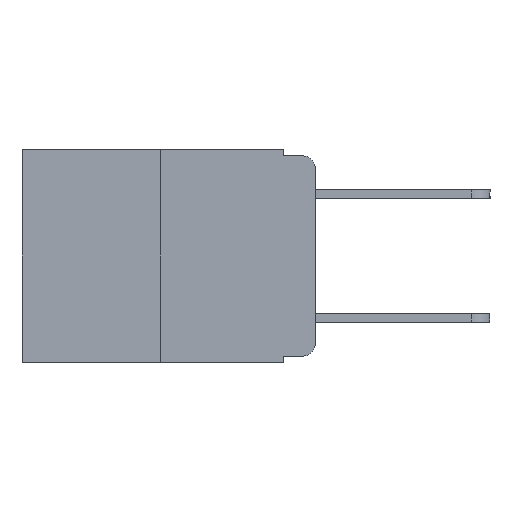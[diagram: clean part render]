
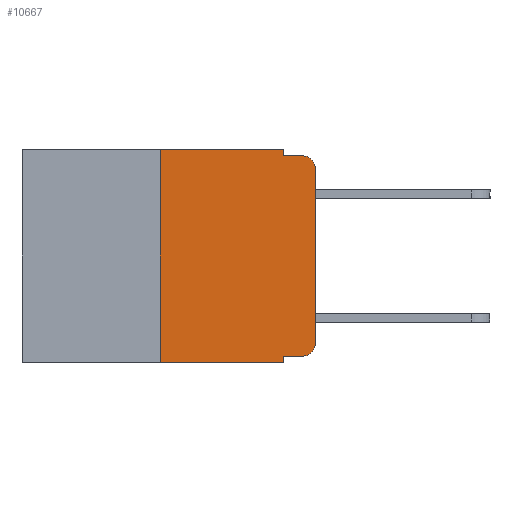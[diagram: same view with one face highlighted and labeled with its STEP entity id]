
A CAD part, left-side view. The second image highlights one B-rep face of the part: STEP entity #10667.
In plain terms, the highlighted planar face has unit normal (-1, 0, 0).
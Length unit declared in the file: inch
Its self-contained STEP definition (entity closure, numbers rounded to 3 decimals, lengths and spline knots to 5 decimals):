
#99 = ORIENTED_EDGE ( 'NONE', *, *, #3708, .F. ) ;
#250 = VECTOR ( 'NONE', #12671, 39.37008 ) ;
#293 = CARTESIAN_POINT ( 'NONE',  ( 0., 0., 0. ) ) ;
#531 = CARTESIAN_POINT ( 'NONE',  ( 0., 0.051, -0.333 ) ) ;
#558 = CARTESIAN_POINT ( 'NONE',  ( 0., 0.051, -0.01 ) ) ;
#588 = ORIENTED_EDGE ( 'NONE', *, *, #13986, .F. ) ;
#749 = ORIENTED_EDGE ( 'NONE', *, *, #10276, .T. ) ;
#750 = LINE ( 'NONE', #9722, #8915 ) ;
#962 = EDGE_LOOP ( 'NONE', ( #8416, #2841, #2659, #588, #4408, #99, #749, #1135, #2579, #4248 ) ) ;
#1135 = ORIENTED_EDGE ( 'NONE', *, *, #11764, .F. ) ;
#1180 = VERTEX_POINT ( 'NONE', #6982 ) ;
#1227 = VERTEX_POINT ( 'NONE', #5691 ) ;
#1288 = VECTOR ( 'NONE', #10705, 39.37008 ) ;
#1364 = CARTESIAN_POINT ( 'NONE',  ( 0., 0.473, 0. ) ) ;
#1688 = VERTEX_POINT ( 'NONE', #558 ) ;
#1804 = EDGE_CURVE ( 'NONE', #5103, #2043, #9505, .T. ) ;
#2043 = VERTEX_POINT ( 'NONE', #11329 ) ;
#2075 = CIRCLE ( 'NONE', #7677, 0.02 ) ;
#2203 = VECTOR ( 'NONE', #7029, 39.37008 ) ;
#2487 = VECTOR ( 'NONE', #10257, 39.37008 ) ;
#2579 = ORIENTED_EDGE ( 'NONE', *, *, #1804, .T. ) ;
#2659 = ORIENTED_EDGE ( 'NONE', *, *, #13319, .F. ) ;
#2701 = DIRECTION ( 'NONE',  ( 1., 0., 0. ) ) ;
#2841 = ORIENTED_EDGE ( 'NONE', *, *, #12017, .T. ) ;
#2843 = VERTEX_POINT ( 'NONE', #7437 ) ;
#3305 = VERTEX_POINT ( 'NONE', #13230 ) ;
#3708 = EDGE_CURVE ( 'NONE', #7299, #2843, #7373, .T. ) ;
#3805 = VERTEX_POINT ( 'NONE', #6726 ) ;
#4060 = CARTESIAN_POINT ( 'NONE',  ( 0., 0.051, 0. ) ) ;
#4248 = ORIENTED_EDGE ( 'NONE', *, *, #4935, .T. ) ;
#4408 = ORIENTED_EDGE ( 'NONE', *, *, #12982, .F. ) ;
#4935 = EDGE_CURVE ( 'NONE', #2043, #5899, #2075, .T. ) ;
#5103 = VERTEX_POINT ( 'NONE', #531 ) ;
#5167 = AXIS2_PLACEMENT_3D ( 'NONE', #6667, #14037, #7829 ) ;
#5284 = CARTESIAN_POINT ( 'NONE',  ( 0., 0., -0.313 ) ) ;
#5369 = LINE ( 'NONE', #10703, #10204 ) ;
#5461 = LINE ( 'NONE', #13266, #2487 ) ;
#5545 = LINE ( 'NONE', #12378, #2203 ) ;
#5691 = CARTESIAN_POINT ( 'NONE',  ( 0., 0.051, -0.343 ) ) ;
#5868 = AXIS2_PLACEMENT_3D ( 'NONE', #1364, #2701, #10426 ) ;
#5899 = VERTEX_POINT ( 'NONE', #5284 ) ;
#6141 = DIRECTION ( 'NONE',  ( 0., -1., 0. ) ) ;
#6413 = CIRCLE ( 'NONE', #5167, 0.02 ) ;
#6434 = DIRECTION ( 'NONE',  ( 0., 0., 1. ) ) ;
#6560 = CARTESIAN_POINT ( 'NONE',  ( 0., 0.051, -0.333 ) ) ;
#6667 = CARTESIAN_POINT ( 'NONE',  ( 0., 0.02, -0.03 ) ) ;
#6726 = CARTESIAN_POINT ( 'NONE',  ( 0., 0., -0.03 ) ) ;
#6982 = CARTESIAN_POINT ( 'NONE',  ( 0., 0.051, 0. ) ) ;
#7029 = DIRECTION ( 'NONE',  ( 0., -1., 0. ) ) ;
#7299 = VERTEX_POINT ( 'NONE', #12135 ) ;
#7373 = LINE ( 'NONE', #8157, #12694 ) ;
#7437 = CARTESIAN_POINT ( 'NONE',  ( 0., 0.25, 0. ) ) ;
#7533 = DIRECTION ( 'NONE',  ( 0., 0., -1. ) ) ;
#7677 = AXIS2_PLACEMENT_3D ( 'NONE', #13867, #13623, #12328 ) ;
#7829 = DIRECTION ( 'NONE',  ( 0., 0., -1. ) ) ;
#8157 = CARTESIAN_POINT ( 'NONE',  ( 0., 0.25, 0. ) ) ;
#8248 = PLANE ( 'NONE',  #5868 ) ;
#8416 = ORIENTED_EDGE ( 'NONE', *, *, #8459, .T. ) ;
#8459 = EDGE_CURVE ( 'NONE', #5899, #3805, #10350, .T. ) ;
#8915 = VECTOR ( 'NONE', #7533, 39.37008 ) ;
#9505 = LINE ( 'NONE', #6560, #12576 ) ;
#9722 = CARTESIAN_POINT ( 'NONE',  ( 0., 0.051, 0. ) ) ;
#9964 = FACE_OUTER_BOUND ( 'NONE', #962, .T. ) ;
#10204 = VECTOR ( 'NONE', #11775, 39.37008 ) ;
#10257 = DIRECTION ( 'NONE',  ( 0., -1., 0. ) ) ;
#10276 = EDGE_CURVE ( 'NONE', #7299, #1227, #5461, .T. ) ;
#10350 = LINE ( 'NONE', #293, #1288 ) ;
#10426 = DIRECTION ( 'NONE',  ( 0., 0., -1. ) ) ;
#10667 = ADVANCED_FACE ( 'NONE', ( #9964 ), #8248, .F. ) ;
#10703 = CARTESIAN_POINT ( 'NONE',  ( 0., 0.051, -0.01 ) ) ;
#10705 = DIRECTION ( 'NONE',  ( 0., 0., 1. ) ) ;
#11329 = CARTESIAN_POINT ( 'NONE',  ( 0., 0.02, -0.333 ) ) ;
#11764 = EDGE_CURVE ( 'NONE', #5103, #1227, #750, .T. ) ;
#11775 = DIRECTION ( 'NONE',  ( 0., -1., 0. ) ) ;
#12017 = EDGE_CURVE ( 'NONE', #3805, #3305, #6413, .T. ) ;
#12135 = CARTESIAN_POINT ( 'NONE',  ( 0., 0.25, -0.343 ) ) ;
#12328 = DIRECTION ( 'NONE',  ( 0., 0., -1. ) ) ;
#12378 = CARTESIAN_POINT ( 'NONE',  ( 0., 0.473, 0. ) ) ;
#12576 = VECTOR ( 'NONE', #6141, 39.37008 ) ;
#12592 = LINE ( 'NONE', #4060, #250 ) ;
#12671 = DIRECTION ( 'NONE',  ( 0., 0., -1. ) ) ;
#12694 = VECTOR ( 'NONE', #6434, 39.37008 ) ;
#12982 = EDGE_CURVE ( 'NONE', #2843, #1180, #5545, .T. ) ;
#13230 = CARTESIAN_POINT ( 'NONE',  ( 0., 0.02, -0.01 ) ) ;
#13266 = CARTESIAN_POINT ( 'NONE',  ( 0., 0.473, -0.343 ) ) ;
#13319 = EDGE_CURVE ( 'NONE', #1688, #3305, #5369, .T. ) ;
#13623 = DIRECTION ( 'NONE',  ( -1., 0., 0. ) ) ;
#13867 = CARTESIAN_POINT ( 'NONE',  ( 0., 0.02, -0.313 ) ) ;
#13986 = EDGE_CURVE ( 'NONE', #1180, #1688, #12592, .T. ) ;
#14037 = DIRECTION ( 'NONE',  ( -1., 0., 0. ) ) ;
